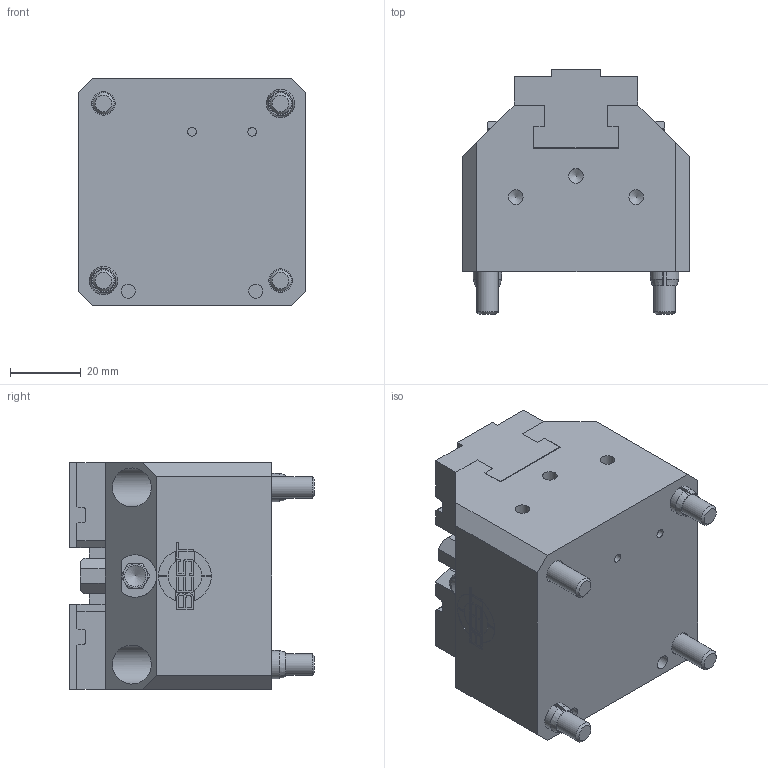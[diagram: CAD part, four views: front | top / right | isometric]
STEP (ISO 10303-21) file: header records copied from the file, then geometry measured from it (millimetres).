
FILE_DESCRIPTION((''),'2;1');
FILE_NAME('100-0064-001-Kd.stp','2014-10-10T11:21:25',('Sigimeier'),(''),'Autodesk Inventor 2013','Autodesk Inventor 2013','');
FILE_SCHEMA(('AUTOMOTIVE_DESIGN { 1 0 10303 214 1 1 1 1 }'));
Length unit declared in the file: millimetre
Products named in the file (1): 100-0064-001-Kd
Bounding box: 64 x 69 x 64.03 mm (x, y, z)
Volume: 188680.8 mm3; surface area: 36619.6 mm2
Topology: 1 solids, 3 shells, 504 faces, 1318 edges, 832 vertices
Faces by surface type: plane 326, cylinder 123, cone 47, torus 8
Full cylindrical faces by diameter (mm): 2.459 x2, 3.242 x16, 4 x2, 4.134 x3, 4.917 x2, 6 x4, 6.6 x4, 8 x2, 10 x4, 11 x4
Entity records: 15004 total; most frequent: CARTESIAN_POINT 2617, DIRECTION 2430, ORIENTED_EDGE 2380, EDGE_CURVE 1190, VECTOR 848, LINE 848, AXIS2_PLACEMENT_3D 791, VERTEX_POINT 786
